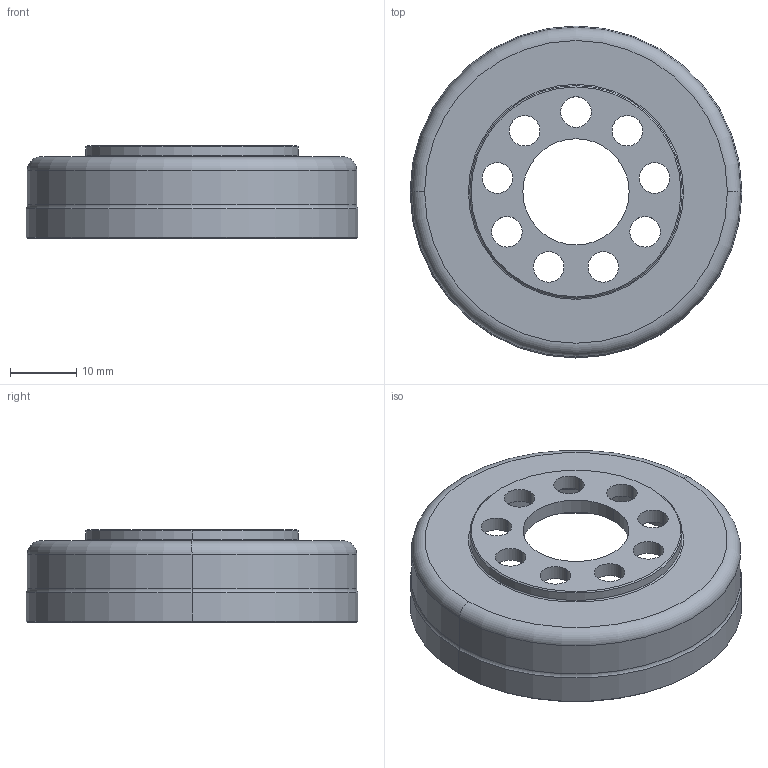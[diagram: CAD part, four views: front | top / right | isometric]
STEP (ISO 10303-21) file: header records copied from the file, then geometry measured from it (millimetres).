
FILE_DESCRIPTION (( 'STEP AP214' ), '1' );
FILE_NAME ('FlexSpline.STEP', '2019-05-03T11:14:11', ( '' ), ( '' ), 'SwSTEP 2.0', 'SolidWorks 2018', '' );
FILE_SCHEMA (( 'AUTOMOTIVE_DESIGN' ));
Length unit declared in the file: centimetre
Products named in the file (1): FlexSpline
Bounding box: 50 x 50 x 14 mm (x, y, z)
Volume: 2415 mm3; surface area: 7199.8 mm2
Topology: 1 solids, 1 shells, 48 faces, 114 edges, 70 vertices
Faces by surface type: cylinder 30, torus 10, cone 4, plane 4
Entity records: 1488 total; most frequent: DIRECTION 292, CARTESIAN_POINT 233, ORIENTED_EDGE 228, AXIS2_PLACEMENT_3D 129, EDGE_CURVE 114, CIRCLE 80, EDGE_LOOP 70, VERTEX_POINT 70
